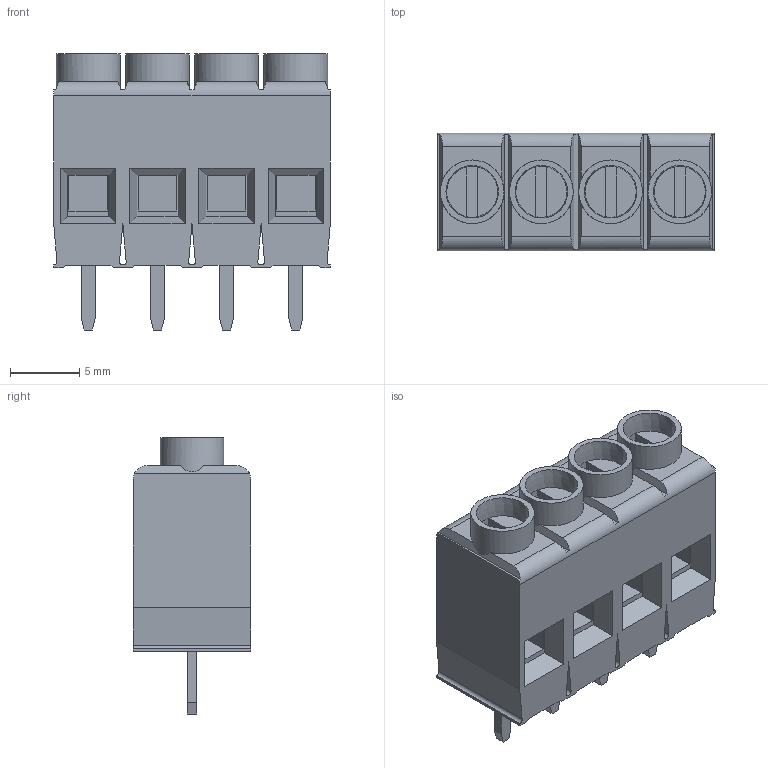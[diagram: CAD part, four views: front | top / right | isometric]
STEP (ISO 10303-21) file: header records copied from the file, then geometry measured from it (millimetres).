
FILE_DESCRIPTION( ( 'Unknown' ), '1' );
FILE_NAME( '691131710004.stp', 'Unknown', ( 'Unknown' ), ( 'Unknown' ), 'PSStep 17.0.49', 'Unknown', ' ' );
FILE_SCHEMA( ( 'AUTOMOTIVE_DESIGN { 1 0 10303 214 1 1 1 1 }' ) );
Length unit declared in the file: millimetre
Products named in the file (1): 1
Bounding box: 20 x 8.5 x 19.95 mm (x, y, z)
Volume: 2035.7 mm3; surface area: 1870.6 mm2
Topology: 1 solids, 1 shells, 167 faces, 435 edges, 282 vertices
Faces by surface type: plane 140, cylinder 23, cone 4
Full cylindrical faces by diameter (mm): 4.6 x4
Entity records: 6323 total; most frequent: CARTESIAN_POINT 861, DIRECTION 849, ORIENTED_EDGE 838, EDGE_CURVE 419, LINE 325, VECTOR 325, VERTEX_POINT 274, AXIS2_PLACEMENT_3D 262
